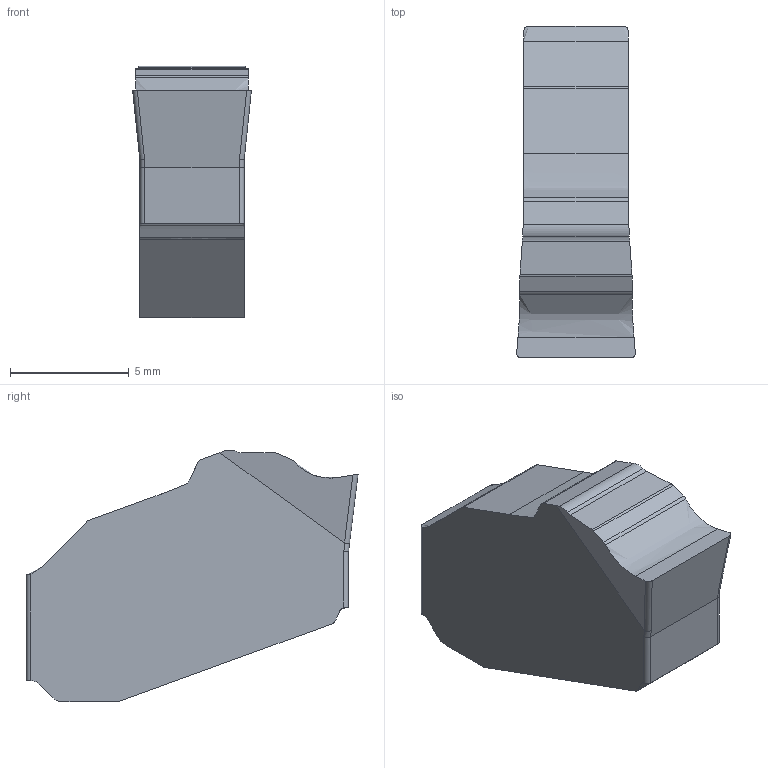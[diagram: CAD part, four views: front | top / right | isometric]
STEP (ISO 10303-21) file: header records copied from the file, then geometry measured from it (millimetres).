
FILE_DESCRIPTION(/* description */ (''),/* implementation_level */ '2;1');
FILE_NAME(/* name */ 'aaa337625_a.stp',/* time_stamp */ '2019-09-26T14:07:52+02:00',/* author */ (''),/* organization */ ('SMS'),/* preprocessor_version */ 'ST-DEVELOPER v16.7',/* originating_system */ 'SIEMENS PLM Software NX 12.0',/* authorisation */ '');
FILE_SCHEMA (('AUTOMOTIVE_DESIGN { 1 0 10303 214 3 1 1 1 }'));
Length unit declared in the file: millimetre
Products named in the file (1): AAA337625_A
Bounding box: 5 x 14 x 10.62 mm (x, y, z)
Volume: 454.7 mm3; surface area: 388.2 mm2
Topology: 1 solids, 1 shells, 40 faces, 111 edges, 75 vertices
Faces by surface type: cylinder 17, plane 16, extrusion 7
Entity records: 1740 total; most frequent: CARTESIAN_POINT 668, ORIENTED_EDGE 220, DIRECTION 200, EDGE_CURVE 110, VERTEX_POINT 72, VECTOR 70, AXIS2_PLACEMENT_3D 65, LINE 63
